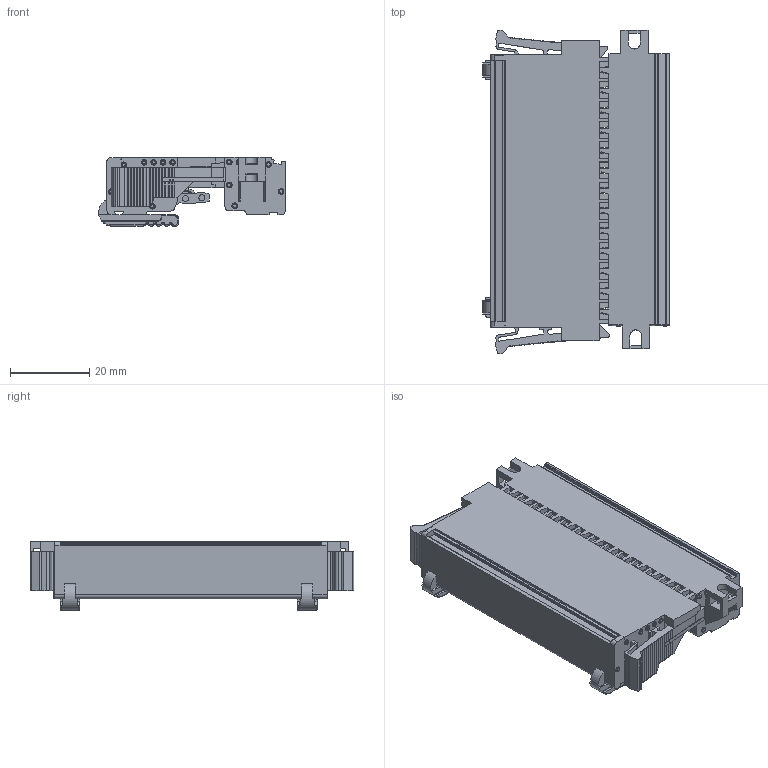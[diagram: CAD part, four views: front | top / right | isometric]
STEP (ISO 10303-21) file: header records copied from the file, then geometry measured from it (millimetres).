
FILE_DESCRIPTION(/* description */ ('Unknown'),/* implementation_level */ '2;1');
FILE_NAME(/* name */ 'DPSC5.08PMV-13W_3D_Solid',/* time_stamp */ '2026-01-06T16:30:45+05:00',/* author */ ('Unknown'),/* organization */ ('Unknown'),/* preprocessor_version */ 'ST-DEVELOPER v16.7',/* originating_system */ 'Solid Edge',/* authorisation */ 'Unknown');
FILE_SCHEMA (('AUTOMOTIVE_DESIGN {1 0 10303 214 3 1 1}'));
Products named in the file (1): DPSC5.08PMV-13W_3D_Solid
Bounding box: 47.27 x 81.83 x 17.48 mm (x, y, z)
Volume: 36474.5 mm3; surface area: 24659.1 mm2
Topology: 1 solids, 68 shells, 5832 faces, 16192 edges, 10714 vertices
Faces by surface type: plane 3934, cylinder 1003, bspline 819, torus 63, cone 13
Full cylindrical faces by diameter (mm): 0.8 x7, 1.2 x4, 1.3 x1, 1.5 x31, 2.8 x13, 3.7 x13
Entity records: 249932 total; most frequent: CARTESIAN_POINT 65019, ORIENTED_EDGE 31970, DIRECTION 26040, EDGE_CURVE 15985, LINE 11706, VECTOR 11706, VERTEX_POINT 10662, AXIS2_PLACEMENT_3D 7167
